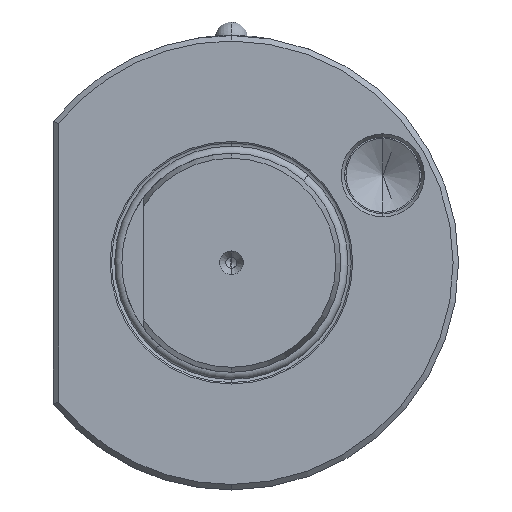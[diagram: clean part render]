
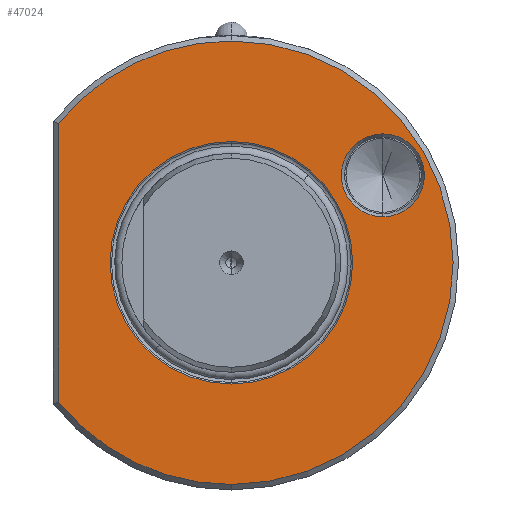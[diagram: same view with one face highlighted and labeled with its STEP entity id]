
A CAD part, left-side view. The second image highlights one B-rep face of the part: STEP entity #47024.
In plain terms, the highlighted planar face has unit normal (-1, 0, 0).
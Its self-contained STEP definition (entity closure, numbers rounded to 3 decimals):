
#860 = CIRCLE ( 'NONE', #6958, 7.577 ) ;
#891 = CIRCLE ( 'NONE', #6945, 40.5 ) ;
#922 = LINE ( 'NONE', #23273, #931 ) ;
#931 = VECTOR ( 'NONE', #23249, 1000. ) ;
#965 = CIRCLE ( 'NONE', #6947, 22.15 ) ;
#6783 = AXIS2_PLACEMENT_3D ( 'NONE', #13750, #13754, #13645 ) ;
#6790 = AXIS2_PLACEMENT_3D ( 'NONE', #12550, #12549, #12573 ) ;
#6799 = AXIS2_PLACEMENT_3D ( 'NONE', #12575, #12583, #12579 ) ;
#6806 = AXIS2_PLACEMENT_3D ( 'NONE', #48274, #48262, #48292 ) ;
#6945 = AXIS2_PLACEMENT_3D ( 'NONE', #23243, #23263, #23257 ) ;
#6947 = AXIS2_PLACEMENT_3D ( 'NONE', #27301, #27303, #27305 ) ;
#6958 = AXIS2_PLACEMENT_3D ( 'NONE', #23065, #23075, #23045 ) ;
#12549 = DIRECTION ( 'NONE',  ( 1., 0., 0. ) ) ;
#12550 = CARTESIAN_POINT ( 'NONE',  ( 2., 0., 0. ) ) ;
#12573 = DIRECTION ( 'NONE',  ( 0., 0., -1. ) ) ;
#12575 = CARTESIAN_POINT ( 'NONE',  ( 2., 0., 0. ) ) ;
#12579 = DIRECTION ( 'NONE',  ( 0., 0., -1. ) ) ;
#12583 = DIRECTION ( 'NONE',  ( 1., 0., 0. ) ) ;
#13645 = DIRECTION ( 'NONE',  ( 0., 0., -1. ) ) ;
#13750 = CARTESIAN_POINT ( 'NONE',  ( 2., -27.68, 15.97 ) ) ;
#13754 = DIRECTION ( 'NONE',  ( 1., 0., 0. ) ) ;
#15042 = EDGE_CURVE ( 'NONE', #29643, #29548, #860, .T. ) ;
#15070 = EDGE_CURVE ( 'NONE', #20115, #20259, #891, .T. ) ;
#15077 = EDGE_CURVE ( 'NONE', #29754, #20259, #922, .T. ) ;
#15109 = EDGE_CURVE ( 'NONE', #29640, #29661, #965, .T. ) ;
#17445 = CARTESIAN_POINT ( 'NONE',  ( 2., 0., -40.5 ) ) ;
#17471 = CARTESIAN_POINT ( 'NONE',  ( 2., 31.5, -25.456 ) ) ;
#19371 = CIRCLE ( 'NONE', #6790, 22.15 ) ;
#19391 = CIRCLE ( 'NONE', #6799, 40.5 ) ;
#19778 = EDGE_LOOP ( 'NONE', ( #34144, #34226, #34182, #34377 ) ) ;
#19826 = EDGE_LOOP ( 'NONE', ( #34253, #34258 ) ) ;
#19875 = EDGE_LOOP ( 'NONE', ( #34220, #34180 ) ) ;
#20115 = VERTEX_POINT ( 'NONE', #17445 ) ;
#20259 = VERTEX_POINT ( 'NONE', #17471 ) ;
#23045 = DIRECTION ( 'NONE',  ( 0., 0., -1. ) ) ;
#23065 = CARTESIAN_POINT ( 'NONE',  ( 2., -27.68, 15.97 ) ) ;
#23075 = DIRECTION ( 'NONE',  ( 1., 0., 0. ) ) ;
#23243 = CARTESIAN_POINT ( 'NONE',  ( 2., 0., 0. ) ) ;
#23249 = DIRECTION ( 'NONE',  ( 0., 0., -1. ) ) ;
#23257 = DIRECTION ( 'NONE',  ( 0., 0., -1. ) ) ;
#23263 = DIRECTION ( 'NONE',  ( 1., 0., 0. ) ) ;
#23273 = CARTESIAN_POINT ( 'NONE',  ( 2., 31.5, -24.166 ) ) ;
#25032 = EDGE_CURVE ( 'NONE', #29548, #29643, #43171, .T. ) ;
#25121 = EDGE_CURVE ( 'NONE', #29661, #29640, #19371, .T. ) ;
#25128 = EDGE_CURVE ( 'NONE', #29754, #29730, #19391, .T. ) ;
#25200 = EDGE_CURVE ( 'NONE', #29730, #20115, #42883, .T. ) ;
#27301 = CARTESIAN_POINT ( 'NONE',  ( 2., 0., 0. ) ) ;
#27303 = DIRECTION ( 'NONE',  ( 1., 0., 0. ) ) ;
#27305 = DIRECTION ( 'NONE',  ( 0., 0., -1. ) ) ;
#29548 = VERTEX_POINT ( 'NONE', #30405 ) ;
#29640 = VERTEX_POINT ( 'NONE', #30523 ) ;
#29643 = VERTEX_POINT ( 'NONE', #30544 ) ;
#29661 = VERTEX_POINT ( 'NONE', #30553 ) ;
#29730 = VERTEX_POINT ( 'NONE', #30586 ) ;
#29754 = VERTEX_POINT ( 'NONE', #30595 ) ;
#30405 = CARTESIAN_POINT ( 'NONE',  ( 2., -27.68, 23.547 ) ) ;
#30523 = CARTESIAN_POINT ( 'NONE',  ( 2., 0., -22.15 ) ) ;
#30544 = CARTESIAN_POINT ( 'NONE',  ( 2., -27.68, 8.393 ) ) ;
#30553 = CARTESIAN_POINT ( 'NONE',  ( 2., 0., 22.15 ) ) ;
#30586 = CARTESIAN_POINT ( 'NONE',  ( 2., 0., 40.5 ) ) ;
#30595 = CARTESIAN_POINT ( 'NONE',  ( 2., 31.5, 25.456 ) ) ;
#31272 = FACE_BOUND ( 'NONE', #19875, .T. ) ;
#31281 = FACE_OUTER_BOUND ( 'NONE', #19778, .T. ) ;
#31335 = FACE_BOUND ( 'NONE', #19826, .T. ) ;
#32505 = AXIS2_PLACEMENT_3D ( 'NONE', #38942, #38922, #38959 ) ;
#34144 = ORIENTED_EDGE ( 'NONE', *, *, #25128, .F. ) ;
#34180 = ORIENTED_EDGE ( 'NONE', *, *, #15109, .T. ) ;
#34182 = ORIENTED_EDGE ( 'NONE', *, *, #15070, .F. ) ;
#34220 = ORIENTED_EDGE ( 'NONE', *, *, #25121, .T. ) ;
#34226 = ORIENTED_EDGE ( 'NONE', *, *, #15077, .T. ) ;
#34253 = ORIENTED_EDGE ( 'NONE', *, *, #25032, .T. ) ;
#34258 = ORIENTED_EDGE ( 'NONE', *, *, #15042, .T. ) ;
#34377 = ORIENTED_EDGE ( 'NONE', *, *, #25200, .F. ) ;
#38922 = DIRECTION ( 'NONE',  ( 1., 0., 0. ) ) ;
#38942 = CARTESIAN_POINT ( 'NONE',  ( 2., 20., 0. ) ) ;
#38959 = DIRECTION ( 'NONE',  ( 0., 0., -1. ) ) ;
#38970 = PLANE ( 'NONE',  #32505 ) ;
#42883 = CIRCLE ( 'NONE', #6806, 40.5 ) ;
#43171 = CIRCLE ( 'NONE', #6783, 7.577 ) ;
#47024 = ADVANCED_FACE ( 'NONE', ( #31272, #31335, #31281 ), #38970, .F. ) ;
#48262 = DIRECTION ( 'NONE',  ( 1., 0., 0. ) ) ;
#48274 = CARTESIAN_POINT ( 'NONE',  ( 2., 0., 0. ) ) ;
#48292 = DIRECTION ( 'NONE',  ( 0., 0., -1. ) ) ;
